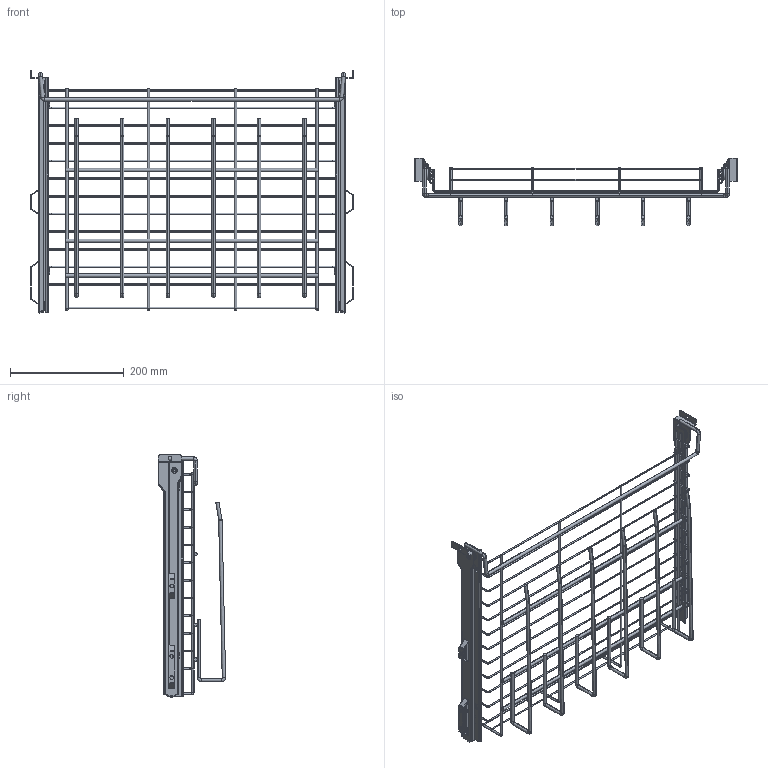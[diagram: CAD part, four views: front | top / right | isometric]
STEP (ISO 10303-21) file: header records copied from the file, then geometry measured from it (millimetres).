
FILE_DESCRIPTION (( 'STEP AP203' ), '1' );
FILE_NAME ('LM 652.STEP', '2023-02-22T13:07:02', ( '' ), ( '' ), 'SwSTEP 2.0', 'SolidWorks 2021', '' );
FILE_SCHEMA (( 'CONFIG_CONTROL_DESIGN' ));
Length unit declared in the file: millimetre
Products named in the file (14): 10364; 10361; 10026; 10365; 10362; Mirror10365; 10360; 10524_Default<As Machined>; 10363; Mirror10364; LM 652; 10027; Mirror10027; Mirror10026
Assembly tree (17 placements, depth 3):
  LM 652
    10524_Default<As Machined>
    10361
      10360
      10026
      10027
    10363
      10362
      10026
      10027
    10365
      10364
      10026
      10027
    Mirror10365
      Mirror10364
      Mirror10026
      Mirror10027
Bounding box: 566.4 x 118 x 424.83 mm (x, y, z)
Volume: 307608.3 mm3; surface area: 349226.4 mm2
Topology: 52 solids, 52 shells, 1174 faces, 2794 edges, 1732 vertices
Faces by surface type: cylinder 512, plane 434, torus 190, cone 28, bspline 10
Entity records: 32072 total; most frequent: CARTESIAN_POINT 5874, DIRECTION 5542, ORIENTED_EDGE 4952, EDGE_CURVE 2476, AXIS2_PLACEMENT_3D 2168, VERTEX_POINT 1536, LINE 1206, VECTOR 1206
